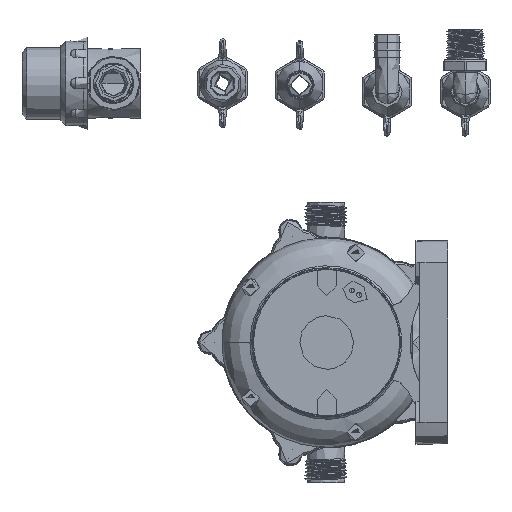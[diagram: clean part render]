
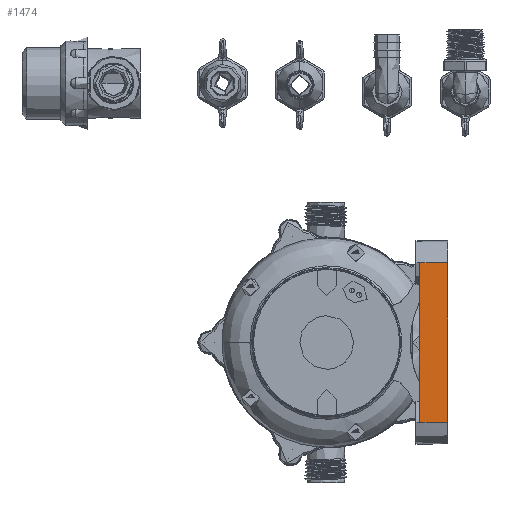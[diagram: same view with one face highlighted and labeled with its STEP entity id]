
A CAD part, left-side view. The second image highlights one B-rep face of the part: STEP entity #1474.
In plain terms, the highlighted planar face has unit normal (-1, 0.018, 0).
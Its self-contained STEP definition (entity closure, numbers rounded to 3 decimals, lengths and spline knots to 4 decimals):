
#1474=ADVANCED_FACE('',(#6443),#76667,.T.);
#6443=FACE_OUTER_BOUND('',#11207,.T.);
#11207=EDGE_LOOP('',(#21569,#21570,#21571,#21572));
#21569=ORIENTED_EDGE('',*,*,#43054,.T.);
#21570=ORIENTED_EDGE('',*,*,#42902,.F.);
#21571=ORIENTED_EDGE('',*,*,#43083,.F.);
#21572=ORIENTED_EDGE('',*,*,#43084,.F.);
#42902=EDGE_CURVE('',#66760,#66761,#54365,.T.);
#43054=EDGE_CURVE('',#66963,#66761,#54498,.T.);
#43083=EDGE_CURVE('',#66765,#66760,#54525,.T.);
#43084=EDGE_CURVE('',#66963,#66765,#54526,.T.);
#54365=B_SPLINE_CURVE_WITH_KNOTS('',1,(#143119,#143120),.UNSPECIFIED.,.F.,
 .F.,(2,2),(0.,0.571),.UNSPECIFIED.);
#54498=B_SPLINE_CURVE_WITH_KNOTS('',1,(#144319,#144320),.UNSPECIFIED.,.F.,
 .F.,(2,2),(-3.2677,0.),.UNSPECIFIED.);
#54525=B_SPLINE_CURVE_WITH_KNOTS('',1,(#144393,#144394),.UNSPECIFIED.,.F.,
 .F.,(2,2),(0.,3.2677),.UNSPECIFIED.);
#54526=B_SPLINE_CURVE_WITH_KNOTS('',1,(#144395,#144396),.UNSPECIFIED.,.F.,
 .F.,(2,2),(0.,0.571),.UNSPECIFIED.);
#66760=VERTEX_POINT('',#142604);
#66761=VERTEX_POINT('',#142605);
#66765=VERTEX_POINT('',#142609);
#66963=VERTEX_POINT('',#142807);
#76667=PLANE('',#78018);
#78018=AXIS2_PLACEMENT_3D('',#140120,#79229,$);
#79229=DIRECTION('',(-1.,0.017,0.));
#140120=CARTESIAN_POINT('',(-3.7861,-1.2523,1.9607));
#142604=CARTESIAN_POINT('',(-3.7976,-1.9094,1.6339));
#142605=CARTESIAN_POINT('',(-3.8076,-2.4803,1.6339));
#142609=CARTESIAN_POINT('',(-3.7976,-1.9094,-1.6339));
#142807=CARTESIAN_POINT('',(-3.8076,-2.4803,-1.6339));
#143119=CARTESIAN_POINT('',(-3.7976,-1.9094,1.6339));
#143120=CARTESIAN_POINT('',(-3.8076,-2.4803,1.6339));
#144319=CARTESIAN_POINT('',(-3.8076,-2.4803,-1.6339));
#144320=CARTESIAN_POINT('',(-3.8076,-2.4803,1.6339));
#144393=CARTESIAN_POINT('',(-3.7976,-1.9094,-1.6339));
#144394=CARTESIAN_POINT('',(-3.7976,-1.9094,1.6339));
#144395=CARTESIAN_POINT('',(-3.8076,-2.4803,-1.6339));
#144396=CARTESIAN_POINT('',(-3.7976,-1.9094,-1.6339));
